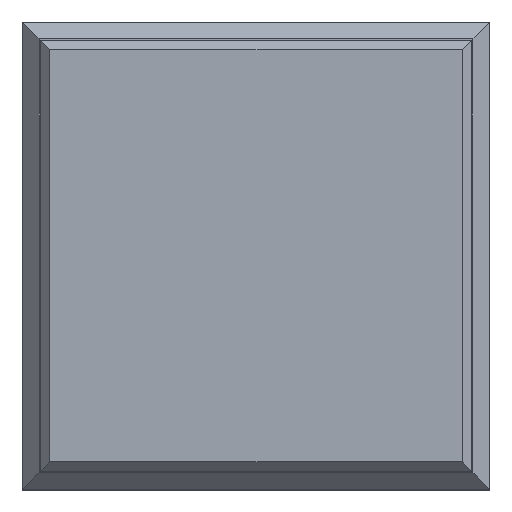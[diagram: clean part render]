
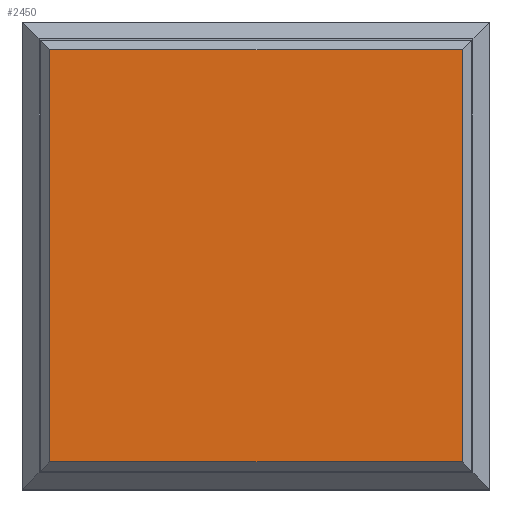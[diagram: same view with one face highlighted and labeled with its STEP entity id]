
A CAD part, top view. The second image highlights one B-rep face of the part: STEP entity #2450.
In plain terms, the highlighted planar face has unit normal (0, 0, 1).
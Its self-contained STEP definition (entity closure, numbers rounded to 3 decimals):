
#272=FACE_OUTER_BOUND('',#429,.T.);
#429=EDGE_LOOP('',(#1878,#1879,#1880,#1881));
#632=LINE('',#3901,#849);
#633=LINE('',#3903,#850);
#634=LINE('',#3905,#851);
#635=LINE('',#3906,#852);
#849=VECTOR('',#3166,10.);
#850=VECTOR('',#3167,10.);
#851=VECTOR('',#3168,10.);
#852=VECTOR('',#3169,10.);
#1089=VERTEX_POINT('',#3899);
#1090=VERTEX_POINT('',#3900);
#1091=VERTEX_POINT('',#3902);
#1092=VERTEX_POINT('',#3904);
#1374=EDGE_CURVE('',#1089,#1090,#632,.T.);
#1375=EDGE_CURVE('',#1091,#1089,#633,.T.);
#1376=EDGE_CURVE('',#1092,#1091,#634,.T.);
#1377=EDGE_CURVE('',#1090,#1092,#635,.T.);
#1878=ORIENTED_EDGE('',*,*,#1374,.F.);
#1879=ORIENTED_EDGE('',*,*,#1375,.F.);
#1880=ORIENTED_EDGE('',*,*,#1376,.F.);
#1881=ORIENTED_EDGE('',*,*,#1377,.F.);
#2325=PLANE('',#2679);
#2450=ADVANCED_FACE('',(#272),#2325,.F.);
#2679=AXIS2_PLACEMENT_3D('',#3898,#3164,#3165);
#3164=DIRECTION('center_axis',(0.,0.,
-1.));
#3165=DIRECTION('ref_axis',(1.,0.,0.));
#3166=DIRECTION('',(0.,1.,0.));
#3167=DIRECTION('',(-1.,0.,0.));
#3168=DIRECTION('',(0.,-1.,0.));
#3169=DIRECTION('',(1.,0.,0.));
#3898=CARTESIAN_POINT('Origin',(7.227,16.773,17.875));
#3899=CARTESIAN_POINT('',(-3.773,5.773,17.875));
#3900=CARTESIAN_POINT('',(-3.773,27.773,17.875));
#3901=CARTESIAN_POINT('',(-3.773,22.523,17.875));
#3902=CARTESIAN_POINT('',(18.227,5.773,17.875));
#3903=CARTESIAN_POINT('',(1.477,5.773,17.875));
#3904=CARTESIAN_POINT('',(18.227,27.773,17.875));
#3905=CARTESIAN_POINT('',(18.227,11.023,17.875));
#3906=CARTESIAN_POINT('',(12.977,27.773,17.875));
